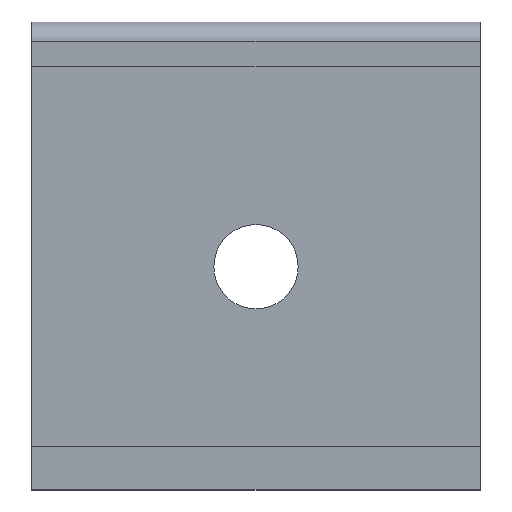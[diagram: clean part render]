
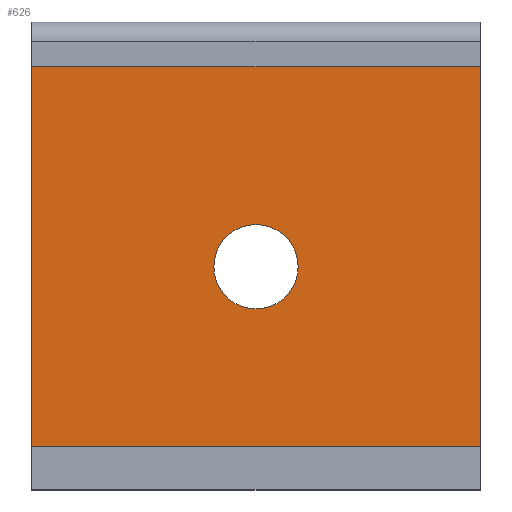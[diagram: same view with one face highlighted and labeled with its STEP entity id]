
A CAD part, front view. The second image highlights one B-rep face of the part: STEP entity #626.
In plain terms, the highlighted planar face has unit normal (0, -1, 0).
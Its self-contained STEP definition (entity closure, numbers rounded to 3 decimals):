
#32 = EDGE_CURVE ( 'NONE', #371, #420, #493, .T. ) ;
#34 = CARTESIAN_POINT ( 'NONE',  ( 0., 0., -20.675 ) ) ;
#58 = CARTESIAN_POINT ( 'NONE',  ( 23., 0., -4.5 ) ) ;
#69 = CARTESIAN_POINT ( 'NONE',  ( -23., 0., 0. ) ) ;
#93 = DIRECTION ( 'NONE',  ( 0., -1., 0. ) ) ;
#101 = CARTESIAN_POINT ( 'NONE',  ( 0., 0., -25. ) ) ;
#102 = VECTOR ( 'NONE', #791, 1000. ) ;
#148 = DIRECTION ( 'NONE',  ( 0., 0., -1. ) ) ;
#151 = DIRECTION ( 'NONE',  ( 0., 0., -1. ) ) ;
#196 = ORIENTED_EDGE ( 'NONE', *, *, #32, .F. ) ;
#208 = PLANE ( 'NONE',  #881 ) ;
#217 = EDGE_LOOP ( 'NONE', ( #196, #873 ) ) ;
#220 = DIRECTION ( 'NONE',  ( 0., -1., 0. ) ) ;
#223 = CARTESIAN_POINT ( 'NONE',  ( 23., 0., -43.4 ) ) ;
#237 = CARTESIAN_POINT ( 'NONE',  ( 0., 0., -29.325 ) ) ;
#278 = VERTEX_POINT ( 'NONE', #223 ) ;
#293 = VECTOR ( 'NONE', #514, 1000. ) ;
#294 = AXIS2_PLACEMENT_3D ( 'NONE', #600, #220, #148 ) ;
#301 = DIRECTION ( 'NONE',  ( 0., 0., -1. ) ) ;
#335 = EDGE_CURVE ( 'NONE', #420, #371, #350, .T. ) ;
#346 = CARTESIAN_POINT ( 'NONE',  ( -23., 0., -4.5 ) ) ;
#350 = CIRCLE ( 'NONE', #901, 4.325 ) ;
#368 = DIRECTION ( 'NONE',  ( 0., 0., 1. ) ) ;
#371 = VERTEX_POINT ( 'NONE', #237 ) ;
#383 = FACE_OUTER_BOUND ( 'NONE', #581, .T. ) ;
#420 = VERTEX_POINT ( 'NONE', #34 ) ;
#447 = ORIENTED_EDGE ( 'NONE', *, *, #744, .T. ) ;
#457 = CARTESIAN_POINT ( 'NONE',  ( -23., 0., -43.4 ) ) ;
#471 = DIRECTION ( 'NONE',  ( 1., 0., 0. ) ) ;
#486 = ORIENTED_EDGE ( 'NONE', *, *, #537, .T. ) ;
#493 = CIRCLE ( 'NONE', #294, 4.325 ) ;
#514 = DIRECTION ( 'NONE',  ( 0., 0., -1. ) ) ;
#537 = EDGE_CURVE ( 'NONE', #736, #596, #629, .T. ) ;
#577 = LINE ( 'NONE', #890, #293 ) ;
#581 = EDGE_LOOP ( 'NONE', ( #663, #486, #892, #447 ) ) ;
#593 = CARTESIAN_POINT ( 'NONE',  ( -23., 0., -43.4 ) ) ;
#596 = VERTEX_POINT ( 'NONE', #899 ) ;
#600 = CARTESIAN_POINT ( 'NONE',  ( 0., 0., -25. ) ) ;
#626 = ADVANCED_FACE ( 'NONE', ( #653, #383 ), #208, .F. ) ;
#627 = VERTEX_POINT ( 'NONE', #593 ) ;
#629 = LINE ( 'NONE', #346, #102 ) ;
#650 = EDGE_CURVE ( 'NONE', #596, #627, #743, .T. ) ;
#653 = FACE_BOUND ( 'NONE', #217, .T. ) ;
#663 = ORIENTED_EDGE ( 'NONE', *, *, #713, .F. ) ;
#713 = EDGE_CURVE ( 'NONE', #736, #278, #577, .T. ) ;
#736 = VERTEX_POINT ( 'NONE', #58 ) ;
#743 = LINE ( 'NONE', #69, #750 ) ;
#744 = EDGE_CURVE ( 'NONE', #627, #278, #895, .T. ) ;
#748 = CARTESIAN_POINT ( 'NONE',  ( 23., 0., 0. ) ) ;
#750 = VECTOR ( 'NONE', #301, 1000. ) ;
#791 = DIRECTION ( 'NONE',  ( -1., 0., 0. ) ) ;
#823 = DIRECTION ( 'NONE',  ( 0., 1., 0. ) ) ;
#849 = VECTOR ( 'NONE', #471, 1000. ) ;
#873 = ORIENTED_EDGE ( 'NONE', *, *, #335, .F. ) ;
#881 = AXIS2_PLACEMENT_3D ( 'NONE', #748, #823, #368 ) ;
#890 = CARTESIAN_POINT ( 'NONE',  ( 23., 0., 0. ) ) ;
#892 = ORIENTED_EDGE ( 'NONE', *, *, #650, .T. ) ;
#895 = LINE ( 'NONE', #457, #849 ) ;
#899 = CARTESIAN_POINT ( 'NONE',  ( -23., 0., -4.5 ) ) ;
#901 = AXIS2_PLACEMENT_3D ( 'NONE', #101, #93, #151 ) ;
